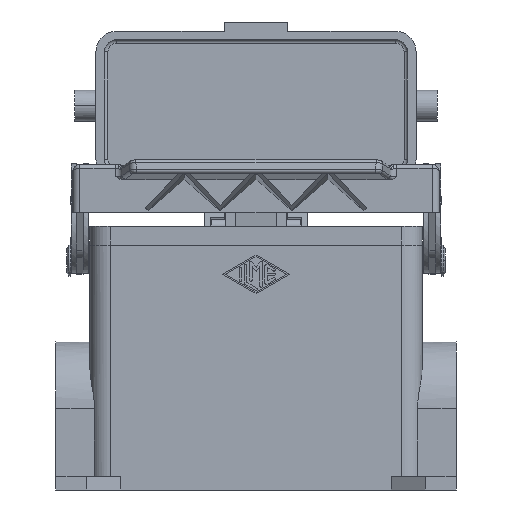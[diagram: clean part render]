
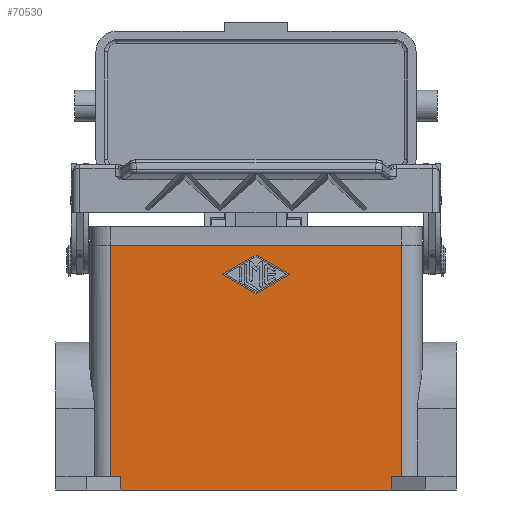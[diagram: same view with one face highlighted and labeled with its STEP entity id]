
A CAD part, front view. The second image highlights one B-rep face of the part: STEP entity #70530.
In plain terms, the highlighted planar face has unit normal (0, -1, 0).
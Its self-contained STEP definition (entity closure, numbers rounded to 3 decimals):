
#62050=CARTESIAN_POINT('',(0.,-21.75,9.375));
#62060=VERTEX_POINT('',#62050);
#62110=CARTESIAN_POINT('',(0.,-21.75,9.375));
#62120=DIRECTION('',(-0.866,0.,0.5));
#62130=VECTOR('',#62120,11.256);
#62140=LINE('',#62110,#62130);
#62150=CARTESIAN_POINT('',(-9.75,-21.75,15.));
#62160=VERTEX_POINT('',#62150);
#62170=EDGE_CURVE('',#62060,#62160,#62140,.T.);
#62450=CARTESIAN_POINT('',(9.75,-21.75,15.));
#62460=VERTEX_POINT('',#62450);
#62510=CARTESIAN_POINT('',(9.75,-21.75,15.));
#62520=DIRECTION('',(-0.866,0.,-0.5));
#62530=VECTOR('',#62520,11.256);
#62540=LINE('',#62510,#62530);
#62550=EDGE_CURVE('',#62460,#62060,#62540,.T.);
#62760=CARTESIAN_POINT('',(0.,-21.75,20.625));
#62770=VERTEX_POINT('',#62760);
#62820=CARTESIAN_POINT('',(0.,-21.75,20.625));
#62830=DIRECTION('',(0.866,0.,-0.5));
#62840=VECTOR('',#62830,11.256);
#62850=LINE('',#62820,#62840);
#62860=EDGE_CURVE('',#62770,#62460,#62850,.T.);
#63040=CARTESIAN_POINT('',(-9.75,-21.75,15.));
#63050=DIRECTION('',(0.866,0.,0.5));
#63060=VECTOR('',#63050,11.256);
#63070=LINE('',#63040,#63060);
#63080=EDGE_CURVE('',#62160,#62770,#63070,.T.);
#69760=CARTESIAN_POINT('',(39.5,-21.75,-48.));
#69770=DIRECTION('',(0.,-1.,0.));
#69780=DIRECTION('',(0.,0.,-1.));
#69790=AXIS2_PLACEMENT_3D('',#69760,#69770,#69780);
#69800=PLANE('',#69790);
#69810=CARTESIAN_POINT('',(-39.5,-21.75,-44.));
#69820=DIRECTION('',(-1.,0.,0.));
#69830=VECTOR('',#69820,3.);
#69840=LINE('',#69810,#69830);
#69850=CARTESIAN_POINT('',(-39.5,-21.75,-44.));
#69860=VERTEX_POINT('',#69850);
#69870=CARTESIAN_POINT('',(-42.5,-21.75,-44.));
#69880=VERTEX_POINT('',#69870);
#69890=EDGE_CURVE('',#69860,#69880,#69840,.T.);
#69900=ORIENTED_EDGE('',*,*,#69890,.F.);
#69910=CARTESIAN_POINT('',(-42.5,-21.75,-44.));
#69920=DIRECTION('',(0.,0.,1.));
#69930=VECTOR('',#69920,67.5);
#69940=LINE('',#69910,#69930);
#69950=CARTESIAN_POINT('',(-42.5,-21.75,23.5));
#69960=VERTEX_POINT('',#69950);
#69970=EDGE_CURVE('',#69880,#69960,#69940,.T.);
#69980=ORIENTED_EDGE('',*,*,#69970,.F.);
#69990=CARTESIAN_POINT('',(42.5,-21.75,23.5));
#70000=DIRECTION('',(-1.,0.,0.));
#70010=VECTOR('',#70000,85.);
#70020=LINE('',#69990,#70010);
#70030=CARTESIAN_POINT('',(42.5,-21.75,23.5));
#70040=VERTEX_POINT('',#70030);
#70050=EDGE_CURVE('',#70040,#69960,#70020,.T.);
#70060=ORIENTED_EDGE('',*,*,#70050,.T.);
#70070=CARTESIAN_POINT('',(42.5,-21.75,-44.));
#70080=DIRECTION('',(0.,0.,1.));
#70090=VECTOR('',#70080,67.5);
#70100=LINE('',#70070,#70090);
#70110=CARTESIAN_POINT('',(42.5,-21.75,-44.));
#70120=VERTEX_POINT('',#70110);
#70130=EDGE_CURVE('',#70120,#70040,#70100,.T.);
#70140=ORIENTED_EDGE('',*,*,#70130,.T.);
#70150=CARTESIAN_POINT('',(42.5,-21.75,-44.));
#70160=DIRECTION('',(-1.,0.,0.));
#70170=VECTOR('',#70160,3.);
#70180=LINE('',#70150,#70170);
#70190=CARTESIAN_POINT('',(39.5,-21.75,-44.));
#70200=VERTEX_POINT('',#70190);
#70210=EDGE_CURVE('',#70120,#70200,#70180,.T.);
#70220=ORIENTED_EDGE('',*,*,#70210,.F.);
#70230=CARTESIAN_POINT('',(39.5,-21.75,-48.));
#70240=DIRECTION('',(0.,0.,1.));
#70250=VECTOR('',#70240,4.);
#70260=LINE('',#70230,#70250);
#70270=CARTESIAN_POINT('',(39.5,-21.75,-48.));
#70280=VERTEX_POINT('',#70270);
#70290=EDGE_CURVE('',#70280,#70200,#70260,.T.);
#70300=ORIENTED_EDGE('',*,*,#70290,.T.);
#70310=CARTESIAN_POINT('',(39.5,-21.75,-48.));
#70320=DIRECTION('',(-1.,0.,0.));
#70330=VECTOR('',#70320,79.);
#70340=LINE('',#70310,#70330);
#70350=CARTESIAN_POINT('',(-39.5,-21.75,-48.));
#70360=VERTEX_POINT('',#70350);
#70370=EDGE_CURVE('',#70280,#70360,#70340,.T.);
#70380=ORIENTED_EDGE('',*,*,#70370,.F.);
#70390=CARTESIAN_POINT('',(-39.5,-21.75,-48.));
#70400=DIRECTION('',(0.,0.,1.));
#70410=VECTOR('',#70400,4.);
#70420=LINE('',#70390,#70410);
#70430=EDGE_CURVE('',#70360,#69860,#70420,.T.);
#70440=ORIENTED_EDGE('',*,*,#70430,.F.);
#70450=EDGE_LOOP('',(#70440,#70380,#70300,#70220,#70140,#70060,#69980,
#69900));
#70460=FACE_OUTER_BOUND('',#70450,.T.);
#70470=ORIENTED_EDGE('',*,*,#62550,.T.);
#70480=ORIENTED_EDGE('',*,*,#62860,.T.);
#70490=ORIENTED_EDGE('',*,*,#63080,.T.);
#70500=ORIENTED_EDGE('',*,*,#62170,.T.);
#70510=EDGE_LOOP('',(#70500,#70490,#70480,#70470));
#70520=FACE_BOUND('',#70510,.T.);
#70530=ADVANCED_FACE('',(#70460,#70520),#69800,.T.);
